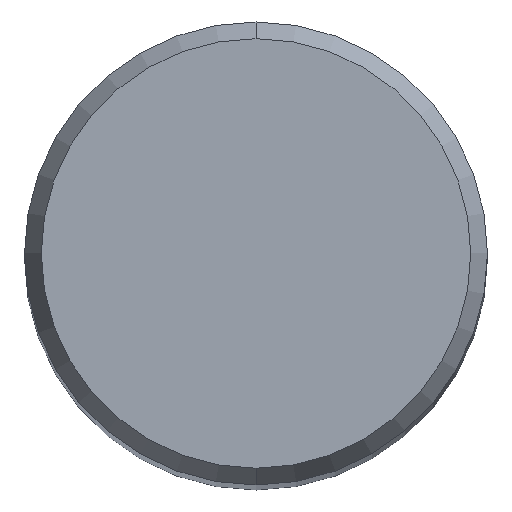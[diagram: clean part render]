
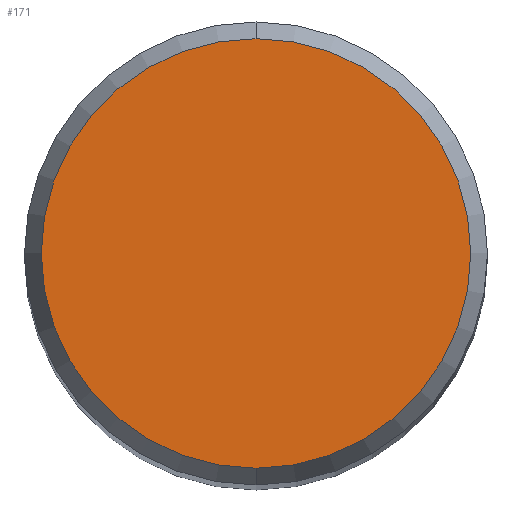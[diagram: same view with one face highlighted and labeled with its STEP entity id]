
A CAD part, top view. The second image highlights one B-rep face of the part: STEP entity #171.
In plain terms, the highlighted planar face has unit normal (0, 0, 1).
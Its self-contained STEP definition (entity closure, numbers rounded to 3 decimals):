
#107=EDGE_CURVE('',#165,#221,#258,.T.);
#151=EDGE_CURVE('',#221,#165,#306,.T.);
#165=VERTEX_POINT('',#322);
#171=ADVANCED_FACE('',(#329),#330,.T.);
#221=VERTEX_POINT('',#388);
#258=CIRCLE('',#423,2.946);
#306=CIRCLE('',#490,2.946);
#322=CARTESIAN_POINT('',(0.0,2.946,0.));
#329=FACE_OUTER_BOUND('',#518,.T.);
#330=PLANE('',#519);
#388=CARTESIAN_POINT('',(0.,-2.946,0.));
#423=AXIS2_PLACEMENT_3D('',#608,#609,#610);
#490=AXIS2_PLACEMENT_3D('',#665,#666,#667);
#518=EDGE_LOOP('',(#701,#702));
#519=AXIS2_PLACEMENT_3D('',#703,#704,#705);
#608=CARTESIAN_POINT('',(0.0,0.0,0.));
#609=DIRECTION('',(0.0,0.0,-1.0));
#610=DIRECTION('',(0.0,1.0,0.0));
#665=CARTESIAN_POINT('',(0.0,0.0,0.));
#666=DIRECTION('',(0.0,0.0,-1.0));
#667=DIRECTION('',(0.0,1.0,0.0));
#701=ORIENTED_EDGE('',*,*,#107,.F.);
#702=ORIENTED_EDGE('',*,*,#151,.F.);
#703=CARTESIAN_POINT('',(0.0,1.473,0.));
#704=DIRECTION('',(-0.0,0.0,1.0));
#705=DIRECTION('',(0.0,-1.0,0.0));
